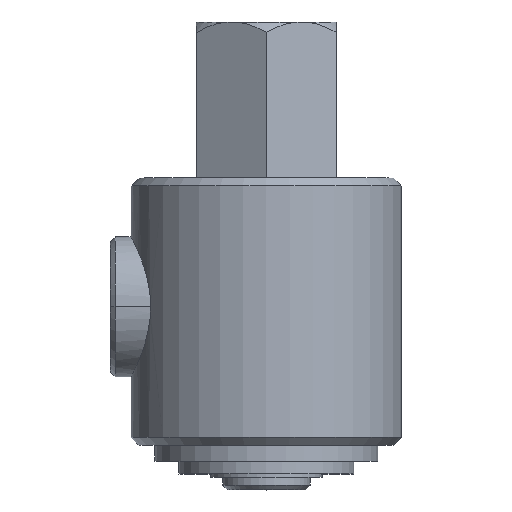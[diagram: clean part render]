
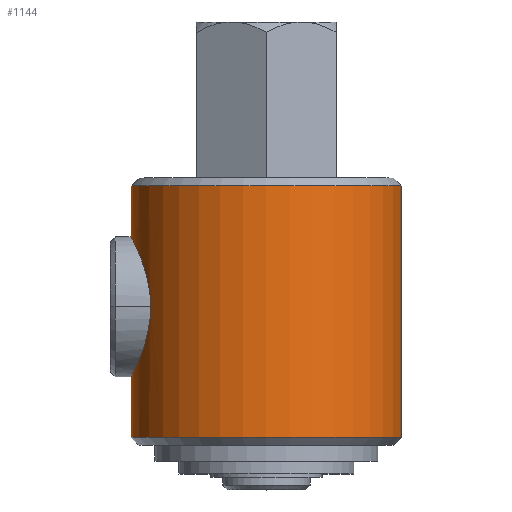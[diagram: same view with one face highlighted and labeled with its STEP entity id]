
A CAD part, top view. The second image highlights one B-rep face of the part: STEP entity #1144.
In plain terms, the highlighted cylindrical face has radius 21.59 mm (diameter 43.18 mm), a partial arc.
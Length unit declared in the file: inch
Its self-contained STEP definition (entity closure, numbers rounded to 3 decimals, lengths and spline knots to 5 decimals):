
#261=CARTESIAN_POINT('',(0.,0.33,0.));
#262=DIRECTION('',(0.,1.,0.));
#263=DIRECTION('',(-1.,0.,0.));
#264=AXIS2_PLACEMENT_3D('',#261,#262,#263);
#342=DIRECTION('',(0.,1.,0.));
#343=VECTOR('',#342,0.38);
#344=CARTESIAN_POINT('',(-0.85,0.33,0.));
#345=LINE('',#344,#343);
#346=CARTESIAN_POINT('',(-0.85,0.71,0.));
#347=CARTESIAN_POINT('',(-0.85,0.71,0.02163));
#348=CARTESIAN_POINT('',(-0.84837,0.71313,
0.06514));
#349=CARTESIAN_POINT('',(-0.84056,0.7284,
0.13206));
#350=CARTESIAN_POINT('',(-0.82785,0.75417,
0.19636));
#351=CARTESIAN_POINT('',(-0.81082,0.79085,
0.25754));
#352=CARTESIAN_POINT('',(-0.79124,0.83716,
0.31209));
#353=CARTESIAN_POINT('',(-0.77156,0.89049,
0.35759));
#354=CARTESIAN_POINT('',(-0.7534,0.95016,
0.39411));
#355=CARTESIAN_POINT('',(-0.73848,1.01603,
0.42112));
#356=CARTESIAN_POINT('',(-0.72917,1.08443,
0.43686));
#357=CARTESIAN_POINT('',(-0.72726,1.12825,0.44));
#358=CARTESIAN_POINT('',(-0.72726,1.15,0.44));
#360=CARTESIAN_POINT('',(-0.72726,1.15,0.44));
#361=CARTESIAN_POINT('',(-0.72726,1.17172,0.44));
#362=CARTESIAN_POINT('',(-0.72917,1.21549,
0.43686));
#363=CARTESIAN_POINT('',(-0.73845,1.28381,
0.42117));
#364=CARTESIAN_POINT('',(-0.75336,1.3497,
0.39418));
#365=CARTESIAN_POINT('',(-0.77154,1.40944,
0.35764));
#366=CARTESIAN_POINT('',(-0.79121,1.46275,
0.31218));
#367=CARTESIAN_POINT('',(-0.81079,1.50909,
0.25764));
#368=CARTESIAN_POINT('',(-0.82784,1.54581,
0.19642));
#369=CARTESIAN_POINT('',(-0.84057,1.57161,
0.13203));
#370=CARTESIAN_POINT('',(-0.84837,1.58687,
0.06515));
#371=CARTESIAN_POINT('',(-0.85,1.59,0.02163));
#372=CARTESIAN_POINT('',(-0.85,1.59,0.));
#374=DIRECTION('',(0.,1.,0.));
#375=VECTOR('',#374,0.32);
#376=CARTESIAN_POINT('',(-0.85,1.59,0.));
#377=LINE('',#376,#375);
#428=DIRECTION('',(0.,1.,0.));
#429=VECTOR('',#428,1.58);
#430=CARTESIAN_POINT('',(0.85,0.33,0.));
#431=LINE('',#430,#429);
#432=CARTESIAN_POINT('',(-0.85,1.59,0.));
#458=CARTESIAN_POINT('',(-0.85,0.71,0.));
#507=CARTESIAN_POINT('',(0.,1.91,0.));
#508=DIRECTION('',(0.,1.,0.));
#509=DIRECTION('',(-1.,0.,0.));
#510=AXIS2_PLACEMENT_3D('',#507,#508,#509);
#750=VERTEX_POINT('',#432);
#752=VERTEX_POINT('',#458);
#753=VERTEX_POINT('',#360);
#770=CARTESIAN_POINT('',(-0.85,1.91,0.));
#771=CARTESIAN_POINT('',(0.85,1.91,0.));
#772=VERTEX_POINT('',#770);
#773=VERTEX_POINT('',#771);
#806=CARTESIAN_POINT('',(0.85,0.33,0.));
#807=CARTESIAN_POINT('',(-0.85,0.33,0.));
#808=VERTEX_POINT('',#806);
#809=VERTEX_POINT('',#807);
#1124=CARTESIAN_POINT('',(0.,0.,0.));
#1125=DIRECTION('',(0.,1.,0.));
#1126=DIRECTION('',(1.,0.,0.));
#1127=AXIS2_PLACEMENT_3D('',#1124,#1125,#1126);
#1128=CYLINDRICAL_SURFACE('',#1127,0.85);
#1129=ORIENTED_EDGE('',*,*,#1100,.F.);
#1131=ORIENTED_EDGE('',*,*,#1130,.T.);
#1133=ORIENTED_EDGE('',*,*,#1132,.T.);
#1135=ORIENTED_EDGE('',*,*,#1134,.T.);
#1137=ORIENTED_EDGE('',*,*,#1136,.T.);
#1139=ORIENTED_EDGE('',*,*,#1138,.T.);
#1141=ORIENTED_EDGE('',*,*,#1140,.F.);
#1142=EDGE_LOOP('',(#1129,#1131,#1133,#1135,#1137,#1139,#1141));
#1143=FACE_OUTER_BOUND('',#1142,.F.);
#1144=ADVANCED_FACE('',(#1143),#1128,.T.);
#265=CIRCLE('',#264,0.85);
#359=B_SPLINE_CURVE_WITH_KNOTS('',3,(#346,#347,#348,#349,#350,#351,#352,#353,
#354,#355,#356,#357,#358),.UNSPECIFIED.,.F.,.F.,(4,1,1,1,1,1,1,1,1,1,4),(0.,
0.1,0.2,0.3,0.4,0.5,0.6,0.7,0.8,0.9,1.),.UNSPECIFIED.);
#373=B_SPLINE_CURVE_WITH_KNOTS('',3,(#360,#361,#362,#363,#364,#365,#366,#367,
#368,#369,#370,#371,#372),.UNSPECIFIED.,.F.,.F.,(4,1,1,1,1,1,1,1,1,1,4),(0.,
0.1,0.2,0.3,0.4,0.5,0.6,0.7,0.8,0.9,1.),.UNSPECIFIED.);
#511=CIRCLE('',#510,0.85);
#1100=EDGE_CURVE('',#809,#808,#265,.T.);
#1130=EDGE_CURVE('',#809,#752,#345,.T.);
#1132=EDGE_CURVE('',#752,#753,#359,.T.);
#1134=EDGE_CURVE('',#753,#750,#373,.T.);
#1136=EDGE_CURVE('',#750,#772,#377,.T.);
#1138=EDGE_CURVE('',#772,#773,#511,.T.);
#1140=EDGE_CURVE('',#808,#773,#431,.T.);
